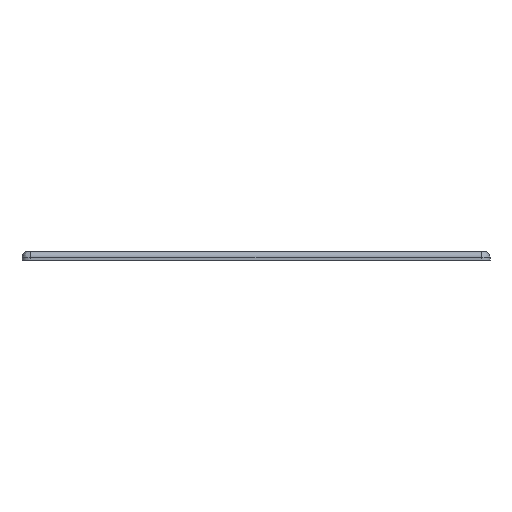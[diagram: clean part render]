
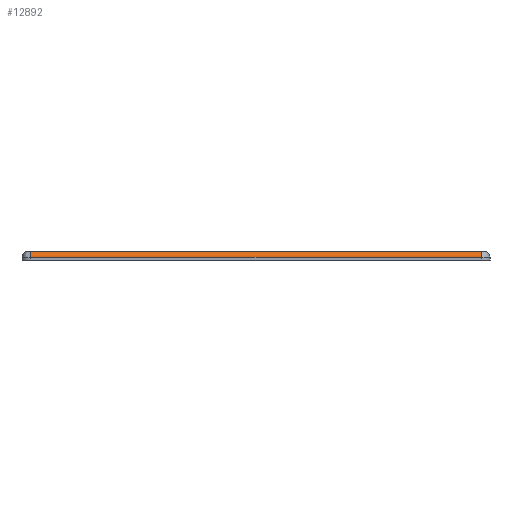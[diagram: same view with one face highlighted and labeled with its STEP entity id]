
A CAD part, front view. The second image highlights one B-rep face of the part: STEP entity #12892.
In plain terms, the highlighted cylindrical face has radius 1 mm (diameter 2 mm), a partial arc.
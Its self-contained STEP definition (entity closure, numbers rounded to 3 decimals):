
#1117=CYLINDRICAL_SURFACE('',#13332,1.);
#1197=CIRCLE('',#13330,1.);
#1199=CIRCLE('',#13333,1.);
#1847=FACE_OUTER_BOUND('',#2609,.T.);
#2609=EDGE_LOOP('',(#11824,#11825,#11826,#11827));
#3159=LINE('',#18145,#4315);
#3794=LINE('',#24785,#4950);
#4315=VECTOR('',#14247,10.);
#4950=VECTOR('',#15300,10.);
#5693=VERTEX_POINT('',#18140);
#5694=VERTEX_POINT('',#18144);
#6230=VERTEX_POINT('',#24779);
#6231=VERTEX_POINT('',#24783);
#7080=EDGE_CURVE('',#5694,#5693,#3159,.T.);
#8112=EDGE_CURVE('',#5694,#6230,#1197,.T.);
#8114=EDGE_CURVE('',#5693,#6231,#1199,.T.);
#8115=EDGE_CURVE('',#6231,#6230,#3794,.T.);
#11824=ORIENTED_EDGE('',*,*,#8114,.T.);
#11825=ORIENTED_EDGE('',*,*,#8115,.T.);
#11826=ORIENTED_EDGE('',*,*,#8112,.F.);
#11827=ORIENTED_EDGE('',*,*,#7080,.T.);
#12892=ADVANCED_FACE('',(#1847),#1117,.T.);
#13330=AXIS2_PLACEMENT_3D('',#24780,#15292,#15293);
#13332=AXIS2_PLACEMENT_3D('',#24782,#15296,#15297);
#13333=AXIS2_PLACEMENT_3D('',#24784,#15298,#15299);
#14247=DIRECTION('',(-1.,0.,0.));
#15292=DIRECTION('center_axis',(1.,0.,0.));
#15293=DIRECTION('ref_axis',(0.,0.,1.));
#15296=DIRECTION('center_axis',(1.,0.,0.));
#15297=DIRECTION('ref_axis',(0.,-0.707,0.707));
#15298=DIRECTION('center_axis',(1.,0.,0.));
#15299=DIRECTION('ref_axis',(0.,0.,1.));
#15300=DIRECTION('',(1.,0.,0.));
#18140=CARTESIAN_POINT('',(-39.145,-28.405,1.5));
#18144=CARTESIAN_POINT('',(37.855,-28.405,1.5));
#18145=CARTESIAN_POINT('',(-30.06,-28.405,1.5));
#24779=CARTESIAN_POINT('',(37.855,-29.405,0.5));
#24780=CARTESIAN_POINT('Origin',(37.855,-28.405,0.5));
#24782=CARTESIAN_POINT('Origin',(-30.06,-28.405,0.5));
#24783=CARTESIAN_POINT('',(-39.145,-29.405,0.5));
#24784=CARTESIAN_POINT('Origin',(-39.145,-28.405,0.5));
#24785=CARTESIAN_POINT('',(-30.06,-29.405,0.5));
